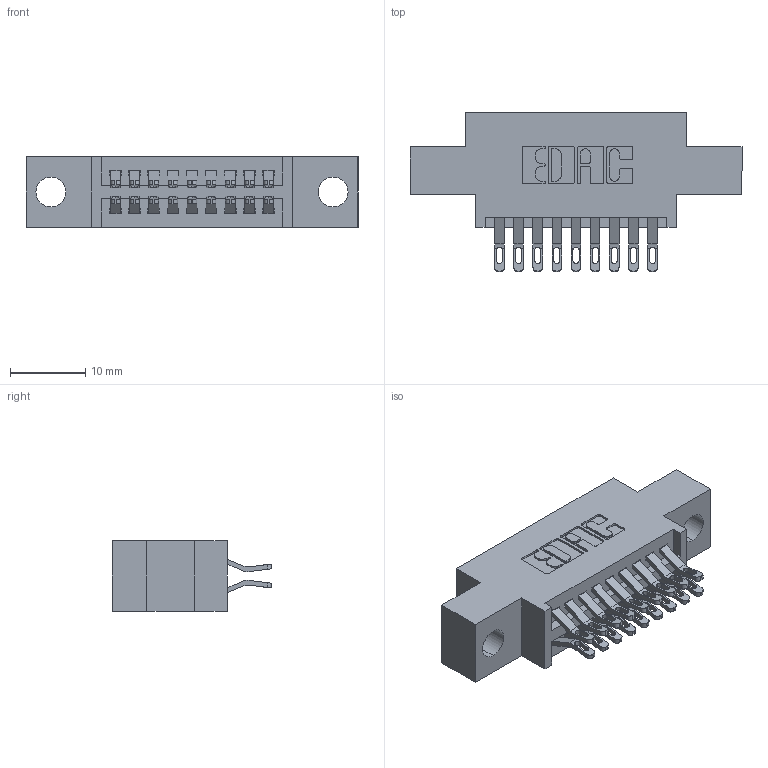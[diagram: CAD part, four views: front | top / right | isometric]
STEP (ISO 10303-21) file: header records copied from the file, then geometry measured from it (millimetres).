
FILE_DESCRIPTION (( 'STEP AP203' ), '1' );
FILE_NAME ('345-018-555-804.STEP', '2018-08-19T22:50:43', ( '' ), ( '' ), 'SwSTEP 2.0', 'SolidWorks 2016', '' );
FILE_SCHEMA (( 'CONFIG_CONTROL_DESIGN' ));
Length unit declared in the file: inch
Products named in the file (3): 345 Part_0.170 Offset - 0.156 Dia-TH; 345-292-001_555 Tail; 345-018-555-804
Assembly tree (19 placements, depth 2):
  345-018-555-804
    345 Part_0.170 Offset - 0.156 Dia-TH
    345-292-001_555 Tail  x18
Bounding box: 44.07 x 21.13 x 9.4 mm (x, y, z)
Volume: 3825.6 mm3; surface area: 5155.9 mm2
Topology: 19 solids, 19 shells, 1138 faces, 3539 edges, 2358 vertices
Faces by surface type: plane 642, cylinder 496
Entity records: 11965 total; most frequent: CARTESIAN_POINT 2074, ORIENTED_EDGE 1978, DIRECTION 1837, EDGE_CURVE 989, LINE 801, VECTOR 801, VERTEX_POINT 658, AXIS2_PLACEMENT_3D 518
